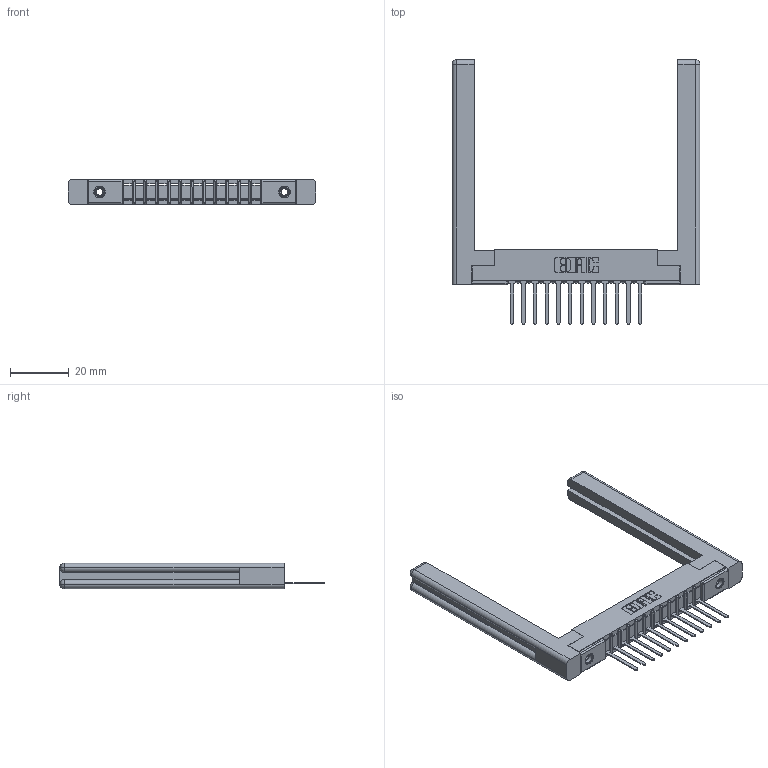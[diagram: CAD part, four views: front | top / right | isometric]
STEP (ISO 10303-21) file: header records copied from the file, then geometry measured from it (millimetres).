
FILE_DESCRIPTION (( 'STEP AP203' ), '1' );
FILE_NAME ('357-012-447-158.STEP', '2020-09-30T11:32:20', ( '' ), ( '' ), 'SwSTEP 2.0', 'SolidWorks 2020', '' );
FILE_SCHEMA (( 'CONFIG_CONTROL_DESIGN' ));
Length unit declared in the file: inch
Products named in the file (5): 357-012-447-158; 307-290-001_547; 307 Part_.156 Dia Mounting Holes; 307-220-058; 345-250-001_345-250-001-102
Assembly tree (17 placements, depth 2):
  357-012-447-158
    307 Part_.156 Dia Mounting Holes
    307-290-001_547  x12
    307-220-058  x2
    345-250-001_345-250-001-102  x2
Bounding box: 84.18 x 89.74 x 8.71 mm (x, y, z)
Volume: 13084.7 mm3; surface area: 13443.7 mm2
Topology: 17 solids, 17 shells, 945 faces, 2621 edges, 1682 vertices
Faces by surface type: plane 598, cylinder 297, sphere 26, torus 12, cone 12
Entity records: 16587 total; most frequent: CARTESIAN_POINT 2791, ORIENTED_EDGE 2716, DIRECTION 2692, EDGE_CURVE 1358, LINE 1026, VECTOR 1026, VERTEX_POINT 878, AXIS2_PLACEMENT_3D 833
